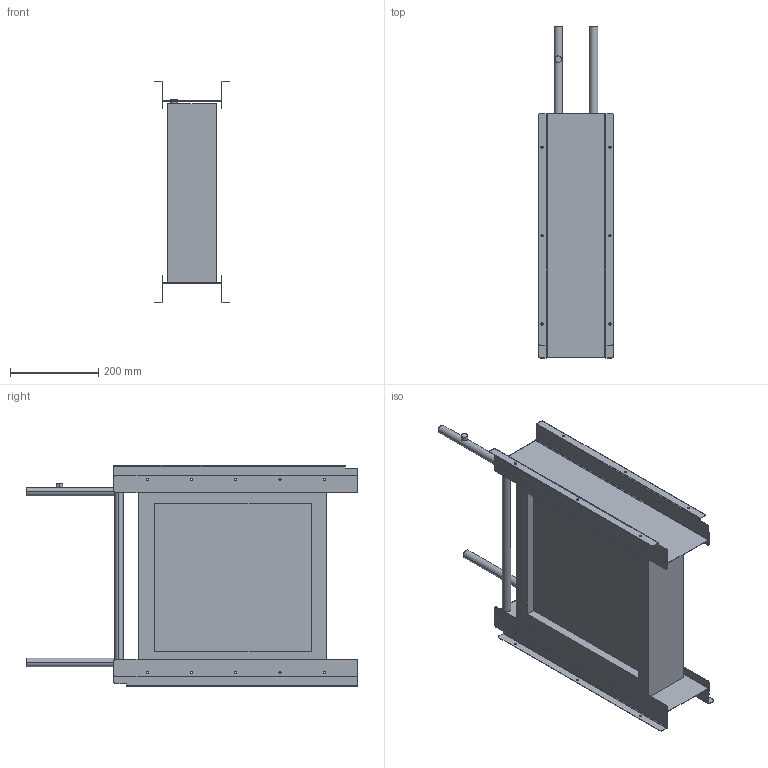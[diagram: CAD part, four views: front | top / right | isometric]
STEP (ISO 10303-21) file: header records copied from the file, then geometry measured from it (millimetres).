
FILE_DESCRIPTION (( 'STEP AP203' ), '1' );
FILE_NAME ('X M4512H MBKM.STEP', '2024-07-03T07:07:34', ( '' ), ( '' ), 'SwSTEP 2.0', 'SolidWorks 2023', '' );
FILE_SCHEMA (( 'CONFIG_CONTROL_DESIGN' ));
Length unit declared in the file: millimetre
Products named in the file (4): X M4512H MB 2; X M4512H-B1_Sol; X M4512H MB 1; X M4512H MBKM
Assembly tree (7 placements, depth 2):
  X M4512H MBKM
    X M4512H MB 1  x2
    X M4512H MB 2  x4
    X M4512H-B1_Sol
Bounding box: 171.4 x 750 x 500 mm (x, y, z)
Volume: 14852197.3 mm3; surface area: 1402883.2 mm2
Topology: 12 solids, 12 shells, 276 faces, 686 edges, 436 vertices
Faces by surface type: cylinder 158, plane 118
Entity records: 4546 total; most frequent: DIRECTION 754, CARTESIAN_POINT 672, ORIENTED_EDGE 644, EDGE_CURVE 322, AXIS2_PLACEMENT_3D 286, VERTEX_POINT 204, LINE 182, VECTOR 182
